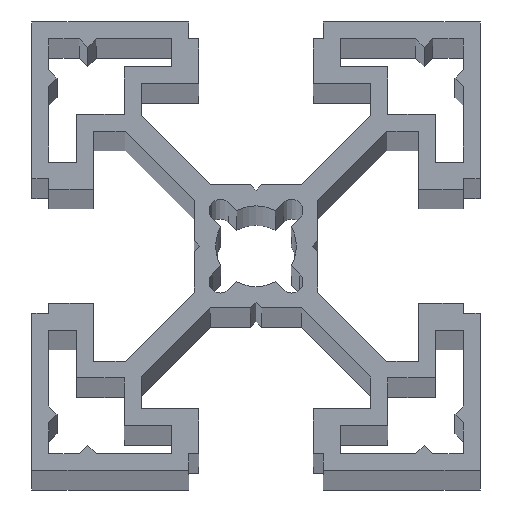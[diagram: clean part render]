
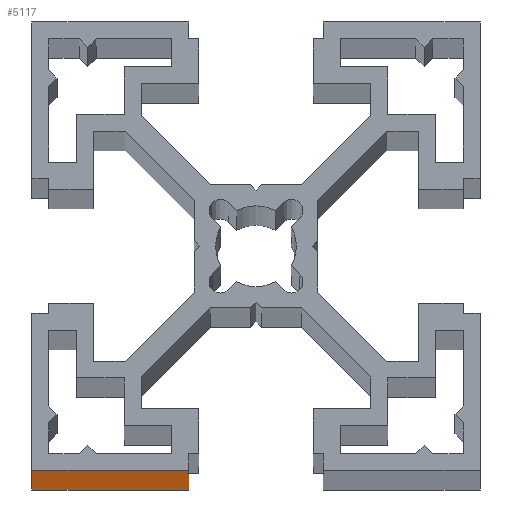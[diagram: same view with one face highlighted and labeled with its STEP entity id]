
A CAD part, top view. The second image highlights one B-rep face of the part: STEP entity #5117.
In plain terms, the highlighted planar face has unit normal (0, -1, 0).
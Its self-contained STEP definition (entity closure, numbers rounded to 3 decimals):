
#658=DIRECTION('',(1.,0.,0.));
#659=VECTOR('',#658,14.);
#660=CARTESIAN_POINT('',(-20.,-20.,0.));
#661=LINE('',#660,#659);
#1779=DIRECTION('',(1.,0.,0.));
#1780=VECTOR('',#1779,14.);
#1781=CARTESIAN_POINT('',(-20.,-20.,1000.));
#1782=LINE('',#1781,#1780);
#2661=DIRECTION('',(0.,0.,1.));
#2662=VECTOR('',#2661,1000.);
#2663=CARTESIAN_POINT('',(-6.,-20.,0.));
#2664=LINE('',#2663,#2662);
#2668=DIRECTION('',(0.,0.,1.));
#2669=VECTOR('',#2668,1000.);
#2670=CARTESIAN_POINT('',(-20.,-20.,0.));
#2671=LINE('',#2670,#2669);
#3372=CARTESIAN_POINT('',(-20.,-20.,0.));
#3373=CARTESIAN_POINT('',(-20.,-20.,1000.));
#3374=VERTEX_POINT('',#3372);
#3375=VERTEX_POINT('',#3373);
#3924=CARTESIAN_POINT('',(-6.,-20.,0.));
#3925=VERTEX_POINT('',#3924);
#3940=CARTESIAN_POINT('',(-6.,-20.,1000.));
#3941=VERTEX_POINT('',#3940);
#5104=CARTESIAN_POINT('',(-20.,-20.,0.));
#5105=DIRECTION('',(0.,-1.,0.));
#5106=DIRECTION('',(1.,0.,0.));
#5107=AXIS2_PLACEMENT_3D('',#5104,#5105,#5106);
#5108=PLANE('',#5107);
#5110=ORIENTED_EDGE('',*,*,#5109,.F.);
#5111=ORIENTED_EDGE('',*,*,#4009,.F.);
#5113=ORIENTED_EDGE('',*,*,#5112,.T.);
#5114=ORIENTED_EDGE('',*,*,#4382,.T.);
#5115=EDGE_LOOP('',(#5110,#5111,#5113,#5114));
#5116=FACE_OUTER_BOUND('',#5115,.F.);
#4009=EDGE_CURVE('',#3374,#3925,#661,.T.);
#4382=EDGE_CURVE('',#3375,#3941,#1782,.T.);
#5109=EDGE_CURVE('',#3925,#3941,#2664,.T.);
#5112=EDGE_CURVE('',#3374,#3375,#2671,.T.);
#5117=ADVANCED_FACE('',(#5116),#5108,.T.);
